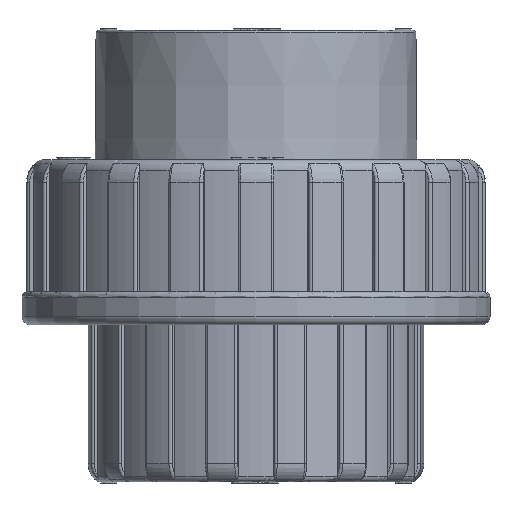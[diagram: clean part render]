
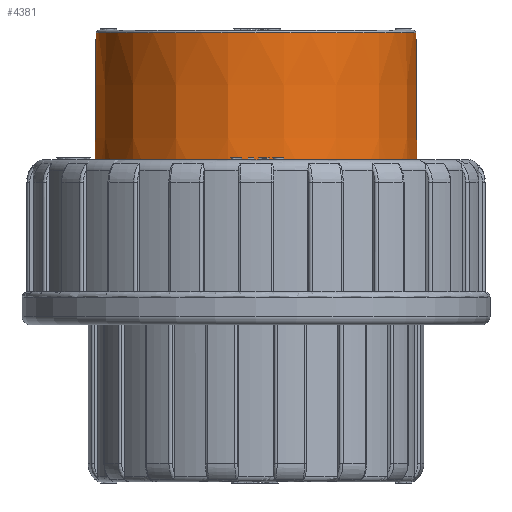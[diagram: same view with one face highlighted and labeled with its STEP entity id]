
A CAD part, front view. The second image highlights one B-rep face of the part: STEP entity #4381.
In plain terms, the highlighted conical face has half-angle 0.395 degrees and reference radius 29.05 mm.
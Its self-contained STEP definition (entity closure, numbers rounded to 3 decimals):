
#98=CONICAL_SURFACE('',#46908,29.05,0.395);
#4381=ADVANCED_FACE('',(#12468,#12469),#98,.T.);
#12309=CIRCLE('',#46906,29.053);
#12310=CIRCLE('',#46907,29.25);
#12468=FACE_BOUND('',#14238,.T.);
#12469=FACE_BOUND('',#14239,.T.);
#14238=EDGE_LOOP('',(#24869));
#14239=EDGE_LOOP('',(#24870));
#24869=ORIENTED_EDGE('',*,*,#38858,.T.);
#24870=ORIENTED_EDGE('',*,*,#38859,.T.);
#32658=VERTEX_POINT('',#88127);
#32659=VERTEX_POINT('',#88129);
#38858=EDGE_CURVE('',#32658,#32658,#12309,.T.);
#38859=EDGE_CURVE('',#32659,#32659,#12310,.T.);
#46906=AXIS2_PLACEMENT_3D('',#88126,#53110,#53111);
#46907=AXIS2_PLACEMENT_3D('',#88128,#53112,#53113);
#46908=AXIS2_PLACEMENT_3D('',#88130,#53114,#53115);
#53110=DIRECTION('',(0.,0.,-1.));
#53111=DIRECTION('',(1.,0.,0.));
#53112=DIRECTION('',(0.,0.,1.));
#53113=DIRECTION('',(1.,0.,0.));
#53114=DIRECTION('',(0.,0.,-1.));
#53115=DIRECTION('',(-1.,0.,0.));
#88126=CARTESIAN_POINT('',(-120.,0.,53.003));
#88127=CARTESIAN_POINT('',(-90.947,0.,53.003));
#88128=CARTESIAN_POINT('',(-120.,0.,24.5));
#88129=CARTESIAN_POINT('',(-90.75,0.,24.5));
#88130=CARTESIAN_POINT('',(-120.,0.,53.5));
